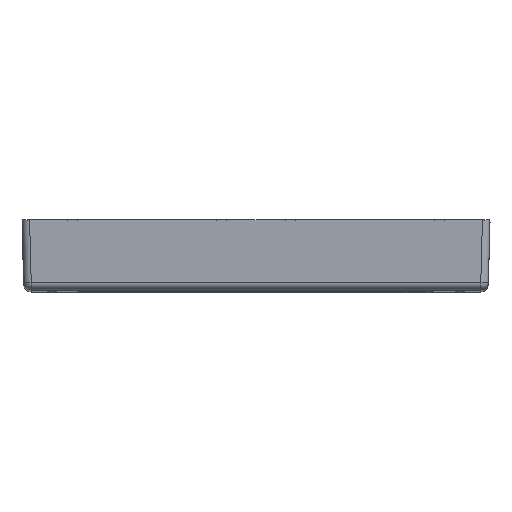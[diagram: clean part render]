
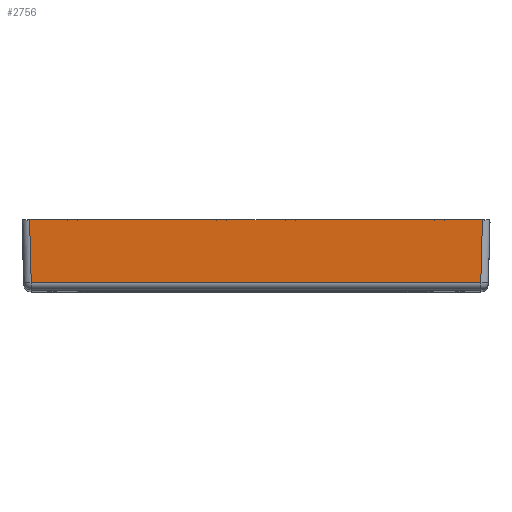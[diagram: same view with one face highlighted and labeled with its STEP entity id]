
A CAD part, top view. The second image highlights one B-rep face of the part: STEP entity #2756.
In plain terms, the highlighted planar face has unit normal (0, -0.026, 1).
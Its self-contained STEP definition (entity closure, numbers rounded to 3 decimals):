
#323 = DIRECTION ( 'NONE',  ( 0., -0.026, 1. ) ) ;
#410 = VECTOR ( 'NONE', #32830, 1000. ) ;
#757 = FACE_OUTER_BOUND ( 'NONE', #13017, .T. ) ;
#1538 = CARTESIAN_POINT ( 'NONE',  ( -192.668, 6.33, 622.666 ) ) ;
#2241 = LINE ( 'NONE', #43466, #18263 ) ;
#2756 = ADVANCED_FACE ( 'NONE', ( #757 ), #24382, .T. ) ;
#3114 = DIRECTION ( 'NONE',  ( 1., 0., 0. ) ) ;
#4433 = EDGE_CURVE ( 'NONE', #31083, #27542, #2241, .T. ) ;
#4714 = LINE ( 'NONE', #29821, #410 ) ;
#9289 = ORIENTED_EDGE ( 'NONE', *, *, #42993, .T. ) ;
#10060 = LINE ( 'NONE', #23713, #30990 ) ;
#11124 = VERTEX_POINT ( 'NONE', #16404 ) ;
#13017 = EDGE_LOOP ( 'NONE', ( #9289, #37690, #22907, #35245 ) ) ;
#16404 = CARTESIAN_POINT ( 'NONE',  ( -194.073, 60., 624.071 ) ) ;
#17173 = DIRECTION ( 'NONE',  ( 0., -1., -0.026 ) ) ;
#17681 = CARTESIAN_POINT ( 'NONE',  ( 194.073, 60., 624.071 ) ) ;
#17979 = EDGE_CURVE ( 'NONE', #11124, #27542, #4714, .T. ) ;
#18237 = AXIS2_PLACEMENT_3D ( 'NONE', #20778, #323, #17173 ) ;
#18263 = VECTOR ( 'NONE', #22662, 1000. ) ;
#20225 = LINE ( 'NONE', #36133, #34781 ) ;
#20778 = CARTESIAN_POINT ( 'NONE',  ( 0., 0., 622.5 ) ) ;
#22405 = DIRECTION ( 'NONE',  ( -0.026, 0.999, 0.026 ) ) ;
#22662 = DIRECTION ( 'NONE',  ( 0.026, 0.999, 0.026 ) ) ;
#22907 = ORIENTED_EDGE ( 'NONE', *, *, #17979, .F. ) ;
#23112 = CARTESIAN_POINT ( 'NONE',  ( 192.668, 6.33, 622.666 ) ) ;
#23713 = CARTESIAN_POINT ( 'NONE',  ( 192.668, 6.33, 622.666 ) ) ;
#24382 = PLANE ( 'NONE',  #18237 ) ;
#27542 = VERTEX_POINT ( 'NONE', #17681 ) ;
#29821 = CARTESIAN_POINT ( 'NONE',  ( 199., 60., 624.071 ) ) ;
#30990 = VECTOR ( 'NONE', #3114, 1000. ) ;
#31083 = VERTEX_POINT ( 'NONE', #23112 ) ;
#32830 = DIRECTION ( 'NONE',  ( 1., 0., 0. ) ) ;
#34781 = VECTOR ( 'NONE', #22405, 1000. ) ;
#35245 = ORIENTED_EDGE ( 'NONE', *, *, #44279, .F. ) ;
#36133 = CARTESIAN_POINT ( 'NONE',  ( -192.37, -5.034, 622.368 ) ) ;
#36350 = VERTEX_POINT ( 'NONE', #1538 ) ;
#37690 = ORIENTED_EDGE ( 'NONE', *, *, #4433, .T. ) ;
#42993 = EDGE_CURVE ( 'NONE', #36350, #31083, #10060, .T. ) ;
#43466 = CARTESIAN_POINT ( 'NONE',  ( 192.37, -5.034, 622.368 ) ) ;
#44279 = EDGE_CURVE ( 'NONE', #36350, #11124, #20225, .T. ) ;
